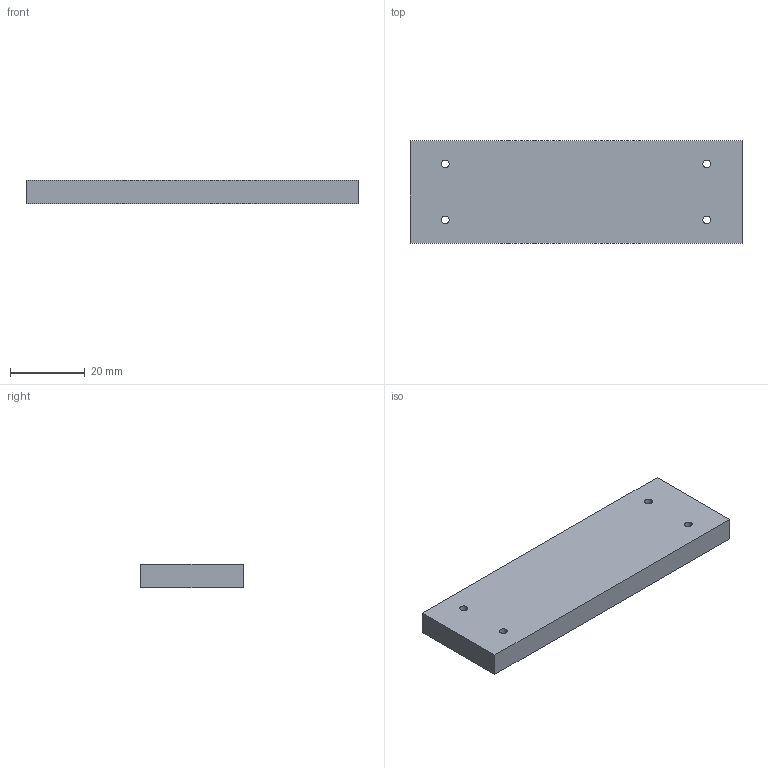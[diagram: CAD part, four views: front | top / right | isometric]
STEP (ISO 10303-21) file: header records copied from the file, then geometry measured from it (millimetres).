
FILE_DESCRIPTION (( 'STEP AP214' ), '1' );
FILE_NAME ('Arrayer_BlockHead_20160429.STEP', '2016-04-29T18:43:35', ( '' ), ( '' ), 'SwSTEP 2.0', 'SolidWorks 2015', '' );
FILE_SCHEMA (( 'AUTOMOTIVE_DESIGN' ));
Length unit declared in the file: millimetre
Products named in the file (1): Arrayer_BlockHead_20160429
Bounding box: 88.9 x 27.5 x 6.35 mm (x, y, z)
Volume: 15248.3 mm3; surface area: 6623.3 mm2
Topology: 1 solids, 1 shells, 26 faces, 60 edges, 40 vertices
Faces by surface type: cylinder 16, plane 10
Entity records: 806 total; most frequent: DIRECTION 146, CARTESIAN_POINT 127, ORIENTED_EDGE 120, EDGE_CURVE 60, AXIS2_PLACEMENT_3D 59, VERTEX_POINT 40, EDGE_LOOP 38, CIRCLE 32
